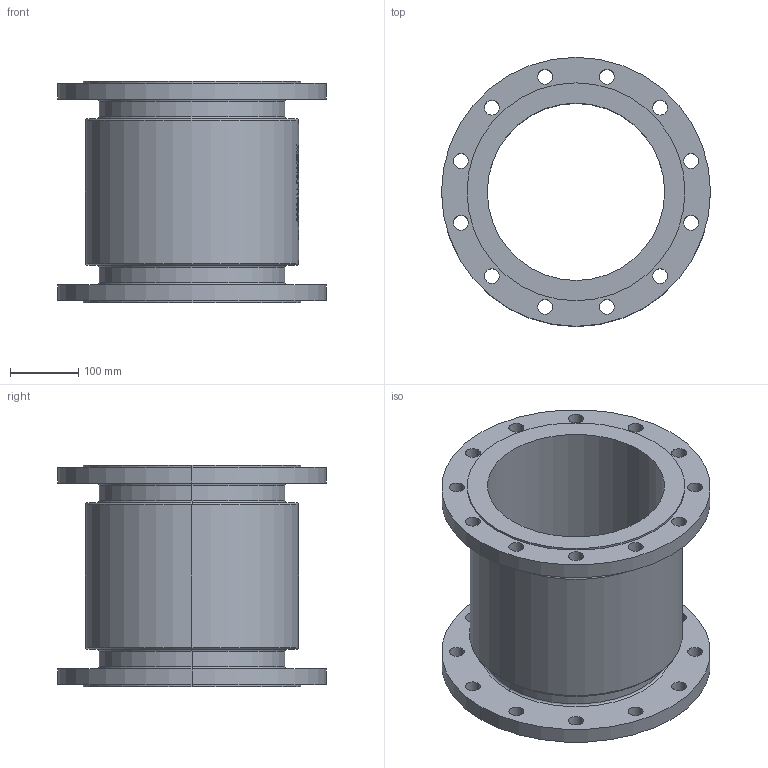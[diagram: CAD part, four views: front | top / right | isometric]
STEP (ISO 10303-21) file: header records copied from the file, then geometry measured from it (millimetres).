
FILE_DESCRIPTION (( 'STEP AP214' ), '1' );
FILE_NAME ('7120000_DN250_PN10_1190553.STEP', '2022-02-23T10:29:55', ( 'axxx' ), ( 'Hewlett-Packard Company' ), 'SwSTEP 2.0', 'SolidWorks 2019', '' );
FILE_SCHEMA (( 'AUTOMOTIVE_DESIGN' ));
Length unit declared in the file: millimetre
Products named in the file (1): 7120000_DN250_PN10_1190553
Bounding box: 395 x 395 x 325 mm (x, y, z)
Volume: 8539200.8 mm3; surface area: 912259.7 mm2
Topology: 1 solids, 1 shells, 552 faces, 1443 edges, 958 vertices
Faces by surface type: plane 234, bspline 224, cylinder 82, torus 12
Entity records: 31136 total; most frequent: CARTESIAN_POINT 18873, ORIENTED_EDGE 2886, DIRECTION 1819, EDGE_CURVE 1443, VERTEX_POINT 958, VECTOR 743, LINE 743, EDGE_LOOP 667
